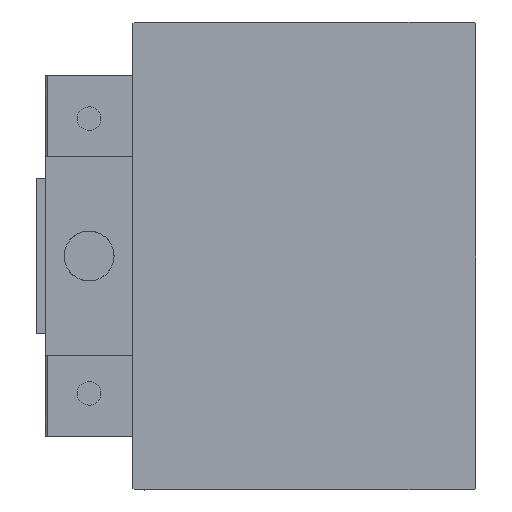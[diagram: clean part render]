
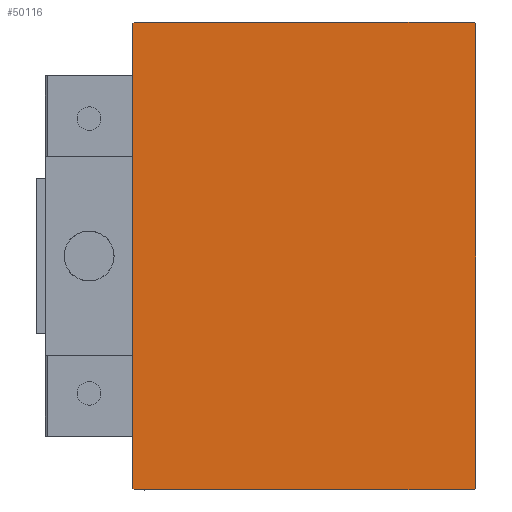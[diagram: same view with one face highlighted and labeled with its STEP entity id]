
A CAD part, left-side view. The second image highlights one B-rep face of the part: STEP entity #50116.
In plain terms, the highlighted face is planar.
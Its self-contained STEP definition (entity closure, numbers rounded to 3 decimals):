
#53 = ORIENTED_EDGE ( 'NONE', *, *, #11856, .T. ) ;
#354 = CARTESIAN_POINT ( 'NONE',  ( 135., 27.5, 37.5 ) ) ;
#1253 = EDGE_CURVE ( 'NONE', #4412, #43621, #43963, .T. ) ;
#1646 = CARTESIAN_POINT ( 'NONE',  ( 135., -27.5, 37.5 ) ) ;
#1789 = CARTESIAN_POINT ( 'NONE',  ( 135., 27.5, -37.5 ) ) ;
#2601 = VECTOR ( 'NONE', #12982, 1000. ) ;
#2841 = EDGE_CURVE ( 'NONE', #17031, #30329, #19669, .T. ) ;
#3720 = VERTEX_POINT ( 'NONE', #23673 ) ;
#4412 = VERTEX_POINT ( 'NONE', #9008 ) ;
#6495 = VECTOR ( 'NONE', #25000, 1000. ) ;
#7477 = CARTESIAN_POINT ( 'NONE',  ( 135., -27.2, 37.5 ) ) ;
#8315 = EDGE_CURVE ( 'NONE', #25019, #17031, #17374, .T. ) ;
#9008 = CARTESIAN_POINT ( 'NONE',  ( 135., -27.5, -37.2 ) ) ;
#9156 = ORIENTED_EDGE ( 'NONE', *, *, #2841, .T. ) ;
#9164 = DIRECTION ( 'NONE',  ( 0., 0., 1. ) ) ;
#10011 = DIRECTION ( 'NONE',  ( 0., 0., -1. ) ) ;
#10187 = CARTESIAN_POINT ( 'NONE',  ( 135., 0., 0. ) ) ;
#10267 = ORIENTED_EDGE ( 'NONE', *, *, #10393, .T. ) ;
#10393 = EDGE_CURVE ( 'NONE', #22490, #4412, #13804, .T. ) ;
#11501 = EDGE_CURVE ( 'NONE', #37122, #25019, #40383, .T. ) ;
#11856 = EDGE_CURVE ( 'NONE', #30329, #22490, #48436, .T. ) ;
#12122 = VECTOR ( 'NONE', #10011, 1000. ) ;
#12982 = DIRECTION ( 'NONE',  ( 0., 0.707, -0.707 ) ) ;
#13759 = EDGE_LOOP ( 'NONE', ( #23456, #41741, #31131, #36439, #9156, #53, #10267, #31104 ) ) ;
#13804 = LINE ( 'NONE', #1646, #12122 ) ;
#14134 = CARTESIAN_POINT ( 'NONE',  ( 135., -27.2, -37.5 ) ) ;
#14642 = DIRECTION ( 'NONE',  ( 0., -0.707, -0.707 ) ) ;
#15083 = DIRECTION ( 'NONE',  ( 0., 0.707, 0.707 ) ) ;
#15401 = VECTOR ( 'NONE', #14642, 1000. ) ;
#15867 = DIRECTION ( 'NONE',  ( 0., -1., 0. ) ) ;
#17031 = VERTEX_POINT ( 'NONE', #44070 ) ;
#17374 = LINE ( 'NONE', #43790, #6495 ) ;
#18793 = FACE_OUTER_BOUND ( 'NONE', #13759, .T. ) ;
#19669 = LINE ( 'NONE', #354, #48168 ) ;
#19854 = VECTOR ( 'NONE', #33911, 1000. ) ;
#20836 = CARTESIAN_POINT ( 'NONE',  ( 135., -27.5, 37.2 ) ) ;
#21915 = VECTOR ( 'NONE', #15083, 1000. ) ;
#22112 = PLANE ( 'NONE',  #26964 ) ;
#22490 = VERTEX_POINT ( 'NONE', #20836 ) ;
#23456 = ORIENTED_EDGE ( 'NONE', *, *, #26389, .T. ) ;
#23673 = CARTESIAN_POINT ( 'NONE',  ( 135., 27.2, -37.5 ) ) ;
#25000 = DIRECTION ( 'NONE',  ( 0., -0.707, 0.707 ) ) ;
#25019 = VERTEX_POINT ( 'NONE', #42758 ) ;
#26022 = LINE ( 'NONE', #41758, #21915 ) ;
#26049 = CARTESIAN_POINT ( 'NONE',  ( 135., -27.5, -37.5 ) ) ;
#26389 = EDGE_CURVE ( 'NONE', #43621, #3720, #41038, .T. ) ;
#26964 = AXIS2_PLACEMENT_3D ( 'NONE', #10187, #34298, #34043 ) ;
#30329 = VERTEX_POINT ( 'NONE', #7477 ) ;
#31104 = ORIENTED_EDGE ( 'NONE', *, *, #1253, .T. ) ;
#31131 = ORIENTED_EDGE ( 'NONE', *, *, #11501, .T. ) ;
#33325 = CARTESIAN_POINT ( 'NONE',  ( 135., 27.5, -37.2 ) ) ;
#33911 = DIRECTION ( 'NONE',  ( 0., 1., 0. ) ) ;
#33946 = CARTESIAN_POINT ( 'NONE',  ( 135., -32.35, 32.35 ) ) ;
#34043 = DIRECTION ( 'NONE',  ( 0., 0., -1. ) ) ;
#34298 = DIRECTION ( 'NONE',  ( 1., 0., 0. ) ) ;
#34838 = VECTOR ( 'NONE', #9164, 1000. ) ;
#36439 = ORIENTED_EDGE ( 'NONE', *, *, #8315, .T. ) ;
#37122 = VERTEX_POINT ( 'NONE', #33325 ) ;
#40383 = LINE ( 'NONE', #1789, #34838 ) ;
#41038 = LINE ( 'NONE', #26049, #19854 ) ;
#41741 = ORIENTED_EDGE ( 'NONE', *, *, #44965, .T. ) ;
#41758 = CARTESIAN_POINT ( 'NONE',  ( 135., 32.35, -32.35 ) ) ;
#42758 = CARTESIAN_POINT ( 'NONE',  ( 135., 27.5, 37.2 ) ) ;
#43621 = VERTEX_POINT ( 'NONE', #14134 ) ;
#43707 = CARTESIAN_POINT ( 'NONE',  ( 135., -32.35, -32.35 ) ) ;
#43790 = CARTESIAN_POINT ( 'NONE',  ( 135., 32.35, 32.35 ) ) ;
#43963 = LINE ( 'NONE', #43707, #2601 ) ;
#44070 = CARTESIAN_POINT ( 'NONE',  ( 135., 27.2, 37.5 ) ) ;
#44965 = EDGE_CURVE ( 'NONE', #3720, #37122, #26022, .T. ) ;
#48168 = VECTOR ( 'NONE', #15867, 1000. ) ;
#48436 = LINE ( 'NONE', #33946, #15401 ) ;
#50116 = ADVANCED_FACE ( 'NONE', ( #18793 ), #22112, .T. ) ;
